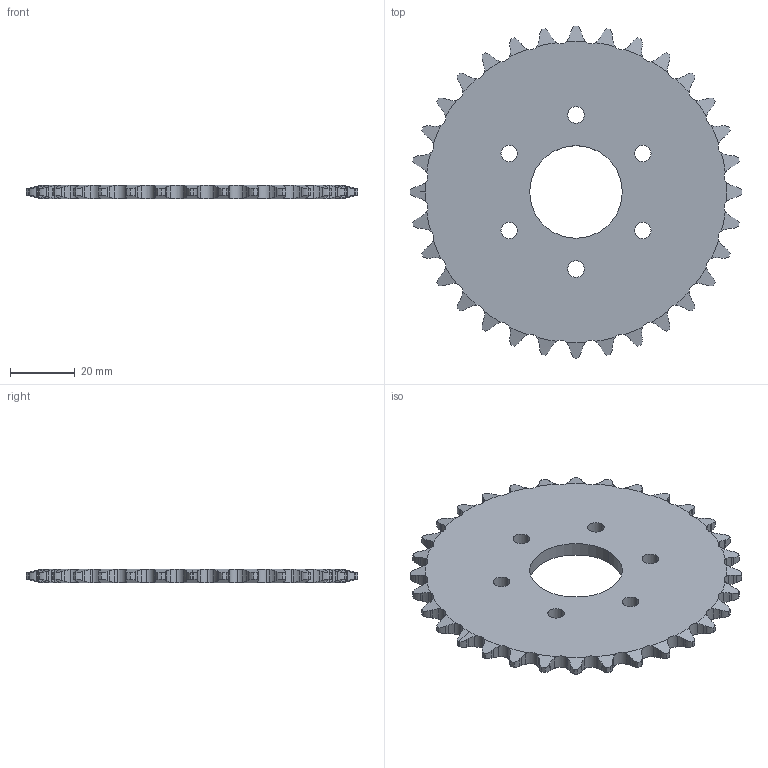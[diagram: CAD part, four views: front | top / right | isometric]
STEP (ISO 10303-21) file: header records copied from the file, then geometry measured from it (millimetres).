
FILE_DESCRIPTION (( 'STEP AP214' ), '1' );
FILE_NAME ('am-0221_Plate Sprocket.STEP', '2018-07-17T18:22:08', ( '' ), ( '' ), 'SwSTEP 2.0', 'SolidWorks 2018', '' );
FILE_SCHEMA (( 'AUTOMOTIVE_DESIGN' ));
Length unit declared in the file: inch
Products named in the file (1): am-0221_Plate Sprocket
Bounding box: 102.54 x 102.54 x 4.27 mm (x, y, z)
Volume: 27395.7 mm3; surface area: 15516.8 mm2
Topology: 1 solids, 1 shells, 357 faces, 1064 edges, 709 vertices
Faces by surface type: cylinder 225, cone 66, plane 66
Entity records: 13067 total; most frequent: CARTESIAN_POINT 4235, ORIENTED_EDGE 2128, DIRECTION 1481, EDGE_CURVE 1064, VERTEX_POINT 709, AXIS2_PLACEMENT_3D 595, B_SPLINE_CURVE_WITH_KNOTS 536, EDGE_LOOP 371
